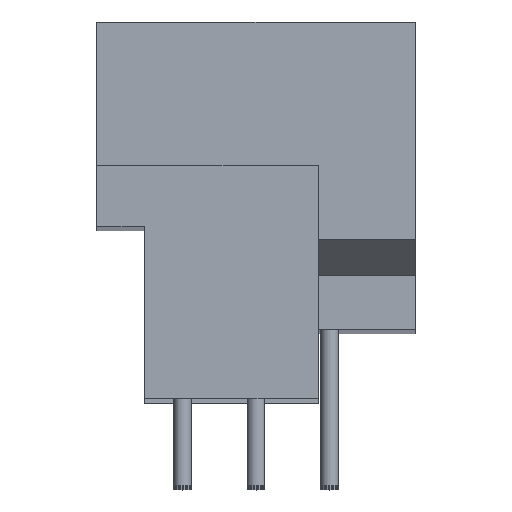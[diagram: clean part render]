
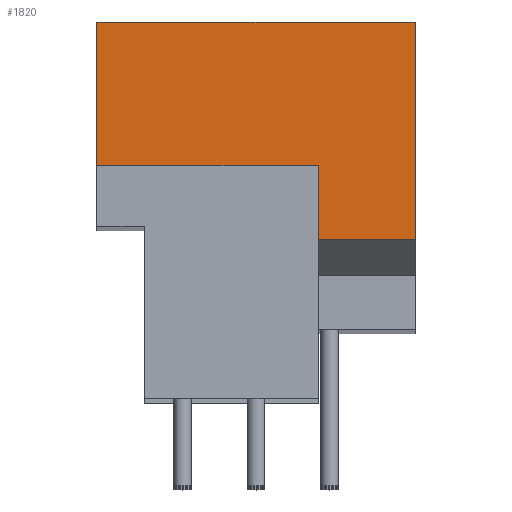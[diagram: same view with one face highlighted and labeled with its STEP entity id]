
A CAD part, top view. The second image highlights one B-rep face of the part: STEP entity #1820.
In plain terms, the highlighted planar face has unit normal (0, 0, 1).
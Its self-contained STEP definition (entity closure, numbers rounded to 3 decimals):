
#469=LINE('',#9408,#585);
#480=LINE('',#9429,#596);
#482=LINE('',#9433,#598);
#483=LINE('',#9435,#599);
#484=LINE('',#9437,#600);
#485=LINE('',#9439,#601);
#585=VECTOR('',#8007,1.);
#596=VECTOR('',#8028,1.);
#598=VECTOR('',#8032,1.);
#599=VECTOR('',#8035,1.);
#600=VECTOR('',#8036,1.);
#601=VECTOR('',#8037,1.);
#1820=ADVANCED_FACE('',(#2295),#2060,.T.);
#2060=PLANE('',#6296);
#2295=FACE_OUTER_BOUND('',#3018,.T.);
#3018=EDGE_LOOP('',(#3994,#3995,#3996,#3997,#3998,#3999));
#3994=ORIENTED_EDGE('',*,*,#5082,.T.);
#3995=ORIENTED_EDGE('',*,*,#5083,.T.);
#3996=ORIENTED_EDGE('',*,*,#5084,.T.);
#3997=ORIENTED_EDGE('',*,*,#5085,.F.);
#3998=ORIENTED_EDGE('',*,*,#5069,.F.);
#3999=ORIENTED_EDGE('',*,*,#5080,.F.);
#4577=VERTEX_POINT('',#9407);
#4578=VERTEX_POINT('',#9409);
#4582=VERTEX_POINT('',#9428);
#4583=VERTEX_POINT('',#9432);
#4584=VERTEX_POINT('',#9436);
#4585=VERTEX_POINT('',#9438);
#5069=EDGE_CURVE('',#4577,#4578,#469,.T.);
#5080=EDGE_CURVE('',#4582,#4577,#480,.T.);
#5082=EDGE_CURVE('',#4582,#4583,#482,.T.);
#5083=EDGE_CURVE('',#4583,#4584,#483,.T.);
#5084=EDGE_CURVE('',#4584,#4585,#484,.T.);
#5085=EDGE_CURVE('',#4578,#4585,#485,.T.);
#6296=AXIS2_PLACEMENT_3D('',#9440,#8038,#8039);
#8007=DIRECTION('',(1.,0.,0.));
#8028=DIRECTION('',(0.,1.,0.));
#8032=DIRECTION('',(1.,0.,0.));
#8035=DIRECTION('',(0.,-1.,0.));
#8036=DIRECTION('',(1.,0.,0.));
#8037=DIRECTION('',(0.,-1.,0.));
#8038=DIRECTION('',(0.,0.,1.));
#8039=DIRECTION('',(1.,0.,0.));
#9407=CARTESIAN_POINT('',(-1.65,10.6,87.5));
#9408=CARTESIAN_POINT('',(-1.65,10.6,87.5));
#9409=CARTESIAN_POINT('',(9.35,10.6,87.5));
#9428=CARTESIAN_POINT('',(-1.65,5.65,87.5));
#9429=CARTESIAN_POINT('',(-1.65,5.65,87.5));
#9432=CARTESIAN_POINT('',(6.,5.65,87.5));
#9433=CARTESIAN_POINT('',(-1.65,5.65,87.5));
#9435=CARTESIAN_POINT('',(6.,5.65,87.5));
#9436=CARTESIAN_POINT('',(6.,3.098,87.5));
#9437=CARTESIAN_POINT('',(6.,3.098,87.5));
#9438=CARTESIAN_POINT('',(9.35,3.098,87.5));
#9439=CARTESIAN_POINT('',(9.35,10.6,87.5));
#9440=CARTESIAN_POINT('',(-2.2,2.735,87.5));
